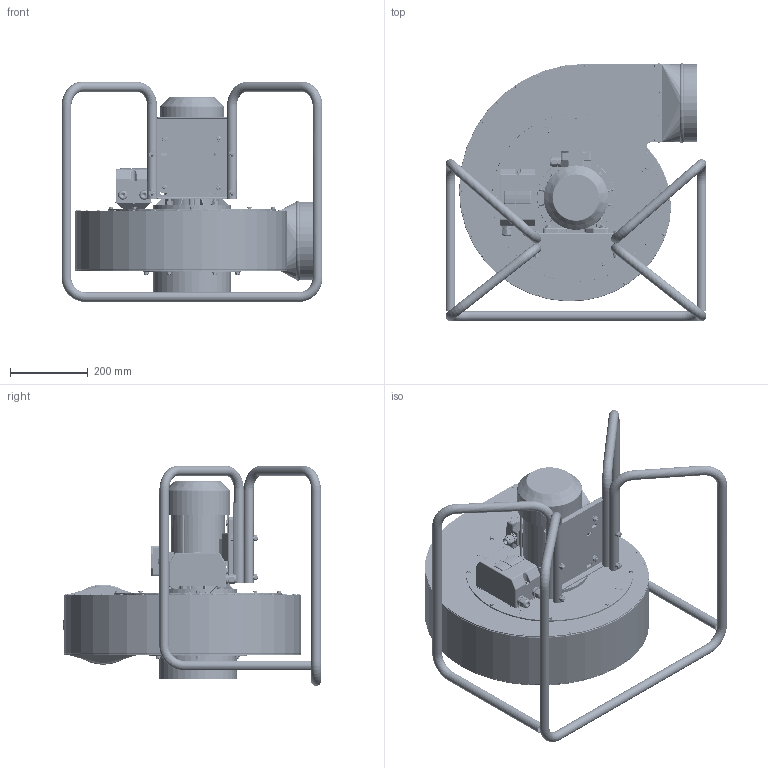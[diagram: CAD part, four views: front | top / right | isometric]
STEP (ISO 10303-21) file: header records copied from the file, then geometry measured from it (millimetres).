
FILE_DESCRIPTION(/* description */ ('805W18 WPA-9-P-N'),/* implementation_level */ '2;1');
FILE_NAME(/* name */ '805W18 WPA-9-P-N.stp',/* time_stamp */ '2022-05-11T07:58:58+02:00',/* author */ ('a.korpacki'),/* organization */ ('KLIMAWENT S.A.'),/* preprocessor_version */ 'ST-DEVELOPER v18.1',/* originating_system */ 'Autodesk Inventor 2021',/* authorisation */ '');
FILE_SCHEMA (('AUTOMOTIVE_DESIGN { 1 0 10303 214 3 1 1 }'));
Length unit declared in the file: millimetre
Products named in the file (1): ~~
Bounding box: 670 x 662.38 x 565 mm (x, y, z)
Volume: 7554359.4 mm3; surface area: 3336569 mm2
Topology: 29 solids, 29 shells, 6240 faces, 15351 edges, 9882 vertices
Faces by surface type: plane 3179, cylinder 1290, bspline 1179, torus 303, cone 267, sphere 22
Full cylindrical faces by diameter (mm): 3 x32, 3.2 x79, 3.3 x61, 3.5 x64, 4 x10, 4.3 x9, 4.8 x3, 5 x2, 5.5 x2, 6 x29, 6.5 x89, 6.647 x1, 6.875 x2, 8 x30, 8.4 x12, 8.5 x20, 8.67 x14, 8.88 x14, 9 x2, 10 x8, 10.1 x2, 11 x4, 11.63 x8, 12 x4, 12.5 x3, 14.63 x4, 16 x12, 19 x2, 19.5 x2, 20 x1
Entity records: 206181 total; most frequent: CARTESIAN_POINT 57888, ORIENTED_EDGE 30678, DIRECTION 26842, EDGE_CURVE 15339, VERTEX_POINT 9914, AXIS2_PLACEMENT_3D 9408, LINE 8026, VECTOR 8026
